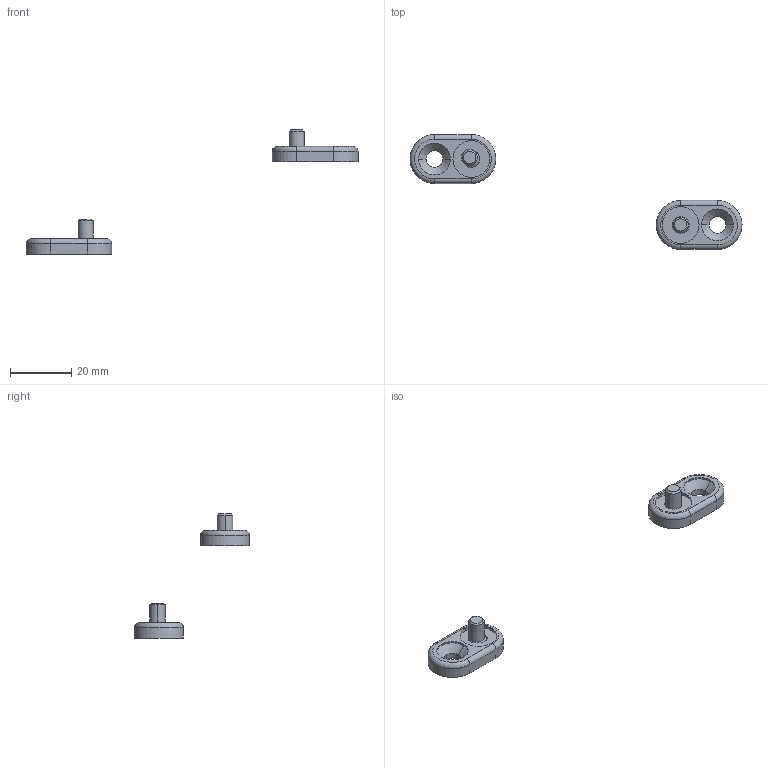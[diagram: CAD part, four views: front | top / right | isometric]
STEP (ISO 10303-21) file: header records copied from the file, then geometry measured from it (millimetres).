
FILE_DESCRIPTION (( 'STEP AP203' ), '1' );
FILE_NAME ('402750102_c_1.STEP', '2023-04-15T04:21:14', ( '' ), ( '' ), 'SwSTEP 2.0', 'SolidWorks 2014', '' );
FILE_SCHEMA (( 'CONFIG_CONTROL_DESIGN' ));
Length unit declared in the file: millimetre
Products named in the file (1): 402750102_c_1
Bounding box: 108.32 x 37.56 x 40.52 mm (x, y, z)
Volume: 3298.7 mm3; surface area: 2683.3 mm2
Topology: 2 solids, 2 shells, 82 faces, 186 edges, 116 vertices
Faces by surface type: cylinder 34, plane 28, cone 16, bspline 4
Entity records: 2464 total; most frequent: CARTESIAN_POINT 497, DIRECTION 421, ORIENTED_EDGE 372, EDGE_CURVE 186, AXIS2_PLACEMENT_3D 162, VERTEX_POINT 116, VECTOR 97, LINE 97
